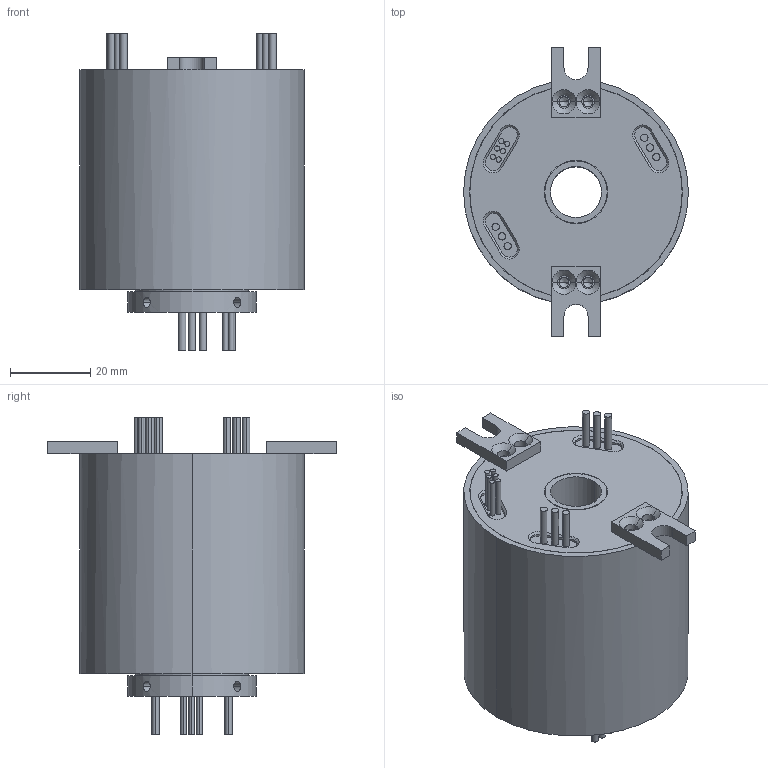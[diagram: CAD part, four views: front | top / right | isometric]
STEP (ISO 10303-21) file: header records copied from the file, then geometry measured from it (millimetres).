
FILE_DESCRIPTION (( 'STEP AP203' ), '1' );
FILE_NAME ('RT1256-P0610-S06.STEP', '2020-09-07T03:20:45', ( '微软用户' ), ( '微软中国' ), 'SwSTEP 2.0', 'SolidWorks 2014', '' );
FILE_SCHEMA (( 'CONFIG_CONTROL_DESIGN' ));
Length unit declared in the file: millimetre
Products named in the file (1): RT1256-P0610-S06
Bounding box: 56 x 72 x 79 mm (x, y, z)
Volume: 132583.2 mm3; surface area: 20905.5 mm2
Topology: 1 solids, 1 shells, 225 faces, 511 edges, 317 vertices
Faces by surface type: cylinder 119, plane 81, cone 25
Entity records: 6661 total; most frequent: CARTESIAN_POINT 1342, DIRECTION 1194, ORIENTED_EDGE 1006, EDGE_CURVE 503, AXIS2_PLACEMENT_3D 481, VERTEX_POINT 317, EDGE_LOOP 276, CIRCLE 255
